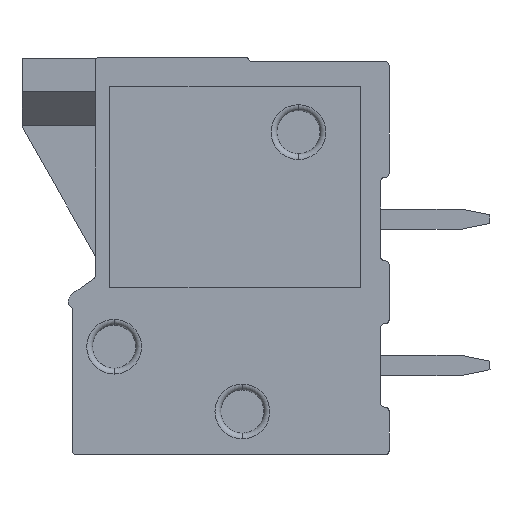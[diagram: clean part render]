
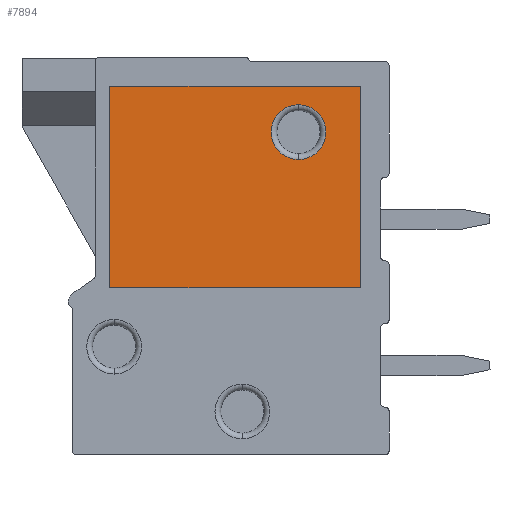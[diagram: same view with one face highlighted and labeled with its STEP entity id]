
A CAD part, left-side view. The second image highlights one B-rep face of the part: STEP entity #7894.
In plain terms, the highlighted face is planar.
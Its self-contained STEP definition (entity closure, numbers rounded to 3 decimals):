
#94 = LINE ( 'NONE', #714, #1846 ) ;
#234 = EDGE_CURVE ( 'NONE', #7832, #8074, #3594, .T. ) ;
#485 = ORIENTED_EDGE ( 'NONE', *, *, #880, .F. ) ;
#660 = CARTESIAN_POINT ( 'NONE',  ( 12.8, -4.25, 0.05 ) ) ;
#714 = CARTESIAN_POINT ( 'NONE',  ( 5.8, 4.45, 0.05 ) ) ;
#753 = LINE ( 'NONE', #4543, #7487 ) ;
#800 = DIRECTION ( 'NONE',  ( 0., -1., 0. ) ) ;
#880 = EDGE_CURVE ( 'NONE', #3296, #8123, #4925, .T. ) ;
#1035 = DIRECTION ( 'NONE',  ( -1., 0., 0. ) ) ;
#1147 = EDGE_CURVE ( 'NONE', #4676, #3296, #1391, .T. ) ;
#1391 = LINE ( 'NONE', #660, #2291 ) ;
#1446 = FACE_BOUND ( 'NONE', #3028, .T. ) ;
#1605 = CARTESIAN_POINT ( 'NONE',  ( 5.8, 4.45, 0.05 ) ) ;
#1846 = VECTOR ( 'NONE', #800, 1000. ) ;
#2185 = CARTESIAN_POINT ( 'NONE',  ( 12.8, -4.25, 0.05 ) ) ;
#2291 = VECTOR ( 'NONE', #3919, 1000. ) ;
#2672 = CARTESIAN_POINT ( 'NONE',  ( 11.2, 2.3, 0.05 ) ) ;
#2750 = AXIS2_PLACEMENT_3D ( 'NONE', #2185, #5369, #6737 ) ;
#3028 = EDGE_LOOP ( 'NONE', ( #4333, #6472 ) ) ;
#3296 = VERTEX_POINT ( 'NONE', #5197 ) ;
#3334 = EDGE_CURVE ( 'NONE', #4959, #4676, #753, .T. ) ;
#3594 = CIRCLE ( 'NONE', #7020, 0.95 ) ;
#3770 = CARTESIAN_POINT ( 'NONE',  ( 11.2, 2.3, 0.05 ) ) ;
#3850 = CIRCLE ( 'NONE', #6750, 0.95 ) ;
#3851 = CARTESIAN_POINT ( 'NONE',  ( 12.15, 2.3, 0.05 ) ) ;
#3919 = DIRECTION ( 'NONE',  ( 0., 1., 0. ) ) ;
#4333 = ORIENTED_EDGE ( 'NONE', *, *, #234, .T. ) ;
#4353 = CARTESIAN_POINT ( 'NONE',  ( 12.8, 4.45, 0.05 ) ) ;
#4522 = DIRECTION ( 'NONE',  ( 0., 0., 1. ) ) ;
#4543 = CARTESIAN_POINT ( 'NONE',  ( 5.8, -4.25, 0.05 ) ) ;
#4676 = VERTEX_POINT ( 'NONE', #7998 ) ;
#4900 = EDGE_CURVE ( 'NONE', #8123, #4959, #94, .T. ) ;
#4924 = VECTOR ( 'NONE', #1035, 1000. ) ;
#4925 = LINE ( 'NONE', #4353, #4924 ) ;
#4959 = VERTEX_POINT ( 'NONE', #5885 ) ;
#5098 = EDGE_LOOP ( 'NONE', ( #6808, #7043, #485, #6347 ) ) ;
#5120 = CARTESIAN_POINT ( 'NONE',  ( 10.25, 2.3, 0.05 ) ) ;
#5197 = CARTESIAN_POINT ( 'NONE',  ( 12.8, 4.45, 0.05 ) ) ;
#5369 = DIRECTION ( 'NONE',  ( 0., 0., 1. ) ) ;
#5678 = DIRECTION ( 'NONE',  ( 1., 0., 0. ) ) ;
#5885 = CARTESIAN_POINT ( 'NONE',  ( 5.8, -4.25, 0.05 ) ) ;
#5913 = EDGE_CURVE ( 'NONE', #8074, #7832, #3850, .T. ) ;
#6347 = ORIENTED_EDGE ( 'NONE', *, *, #1147, .F. ) ;
#6472 = ORIENTED_EDGE ( 'NONE', *, *, #5913, .T. ) ;
#6498 = PLANE ( 'NONE',  #2750 ) ;
#6533 = DIRECTION ( 'NONE',  ( 1., 0., 0. ) ) ;
#6737 = DIRECTION ( 'NONE',  ( 1., 0., 0. ) ) ;
#6750 = AXIS2_PLACEMENT_3D ( 'NONE', #3770, #4522, #5678 ) ;
#6808 = ORIENTED_EDGE ( 'NONE', *, *, #3334, .F. ) ;
#6954 = DIRECTION ( 'NONE',  ( 0., 0., 1. ) ) ;
#7020 = AXIS2_PLACEMENT_3D ( 'NONE', #2672, #6954, #7045 ) ;
#7043 = ORIENTED_EDGE ( 'NONE', *, *, #4900, .F. ) ;
#7045 = DIRECTION ( 'NONE',  ( 1., 0., 0. ) ) ;
#7180 = FACE_OUTER_BOUND ( 'NONE', #5098, .T. ) ;
#7487 = VECTOR ( 'NONE', #6533, 1000. ) ;
#7832 = VERTEX_POINT ( 'NONE', #3851 ) ;
#7894 = ADVANCED_FACE ( 'NONE', ( #7180, #1446 ), #6498, .F. ) ;
#7998 = CARTESIAN_POINT ( 'NONE',  ( 12.8, -4.25, 0.05 ) ) ;
#8074 = VERTEX_POINT ( 'NONE', #5120 ) ;
#8123 = VERTEX_POINT ( 'NONE', #1605 ) ;
